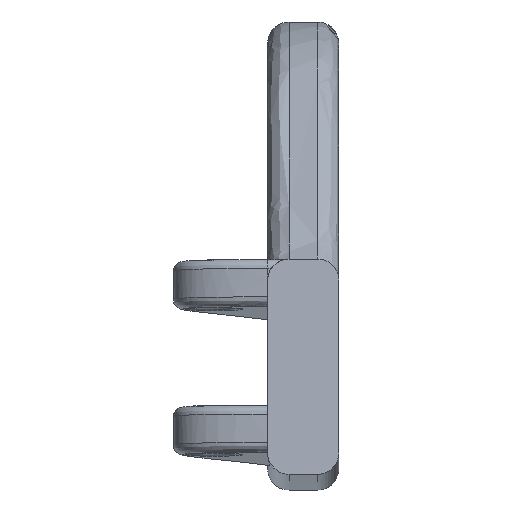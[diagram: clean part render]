
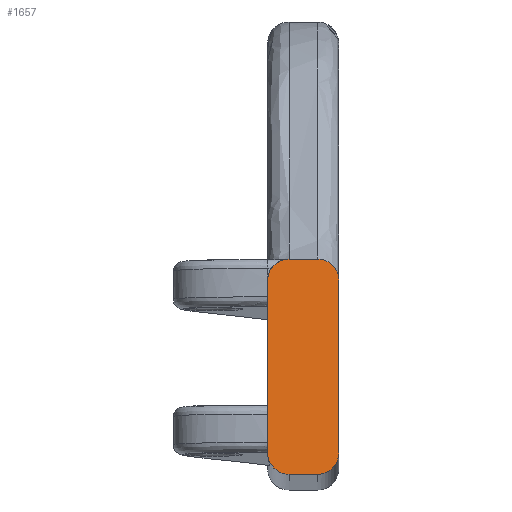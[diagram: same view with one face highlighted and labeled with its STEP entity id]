
A CAD part, left-side view. The second image highlights one B-rep face of the part: STEP entity #1657.
In plain terms, the highlighted planar face has unit normal (-0.993, 0, 0.122).
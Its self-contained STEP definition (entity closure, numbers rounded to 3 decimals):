
#47=ELLIPSE('',#1810,0.907,0.9);
#48=ELLIPSE('',#1813,0.907,0.9);
#49=ELLIPSE('',#1820,0.906,0.9);
#50=ELLIPSE('',#1829,0.906,0.9);
#116=PLANE('',#1830);
#202=FACE_OUTER_BOUND('',#298,.T.);
#298=EDGE_LOOP('',(#1477,#1478,#1479,#1480,#1481,#1482,#1483,#1484));
#417=LINE('',#3345,#549);
#430=LINE('',#4007,#562);
#435=LINE('',#4209,#567);
#437=LINE('',#4823,#569);
#549=VECTOR('',#2217,10.);
#562=VECTOR('',#2256,10.);
#567=VECTOR('',#2265,10.);
#569=VECTOR('',#2281,10.);
#783=VERTEX_POINT('',#3342);
#784=VERTEX_POINT('',#3344);
#789=VERTEX_POINT('',#3476);
#791=VERTEX_POINT('',#3482);
#792=VERTEX_POINT('',#3483);
#801=VERTEX_POINT('',#4000);
#802=VERTEX_POINT('',#4001);
#806=VERTEX_POINT('',#4208);
#1010=EDGE_CURVE('',#783,#784,#417,.T.);
#1017=EDGE_CURVE('',#784,#789,#47,.T.);
#1020=EDGE_CURVE('',#791,#792,#48,.T.);
#1033=EDGE_CURVE('',#801,#802,#49,.T.);
#1037=EDGE_CURVE('',#791,#789,#430,.T.);
#1044=EDGE_CURVE('',#802,#806,#435,.T.);
#1049=EDGE_CURVE('',#806,#783,#50,.T.);
#1050=EDGE_CURVE('',#792,#801,#437,.T.);
#1477=ORIENTED_EDGE('',*,*,#1020,.F.);
#1478=ORIENTED_EDGE('',*,*,#1037,.T.);
#1479=ORIENTED_EDGE('',*,*,#1017,.F.);
#1480=ORIENTED_EDGE('',*,*,#1010,.F.);
#1481=ORIENTED_EDGE('',*,*,#1049,.F.);
#1482=ORIENTED_EDGE('',*,*,#1044,.F.);
#1483=ORIENTED_EDGE('',*,*,#1033,.F.);
#1484=ORIENTED_EDGE('',*,*,#1050,.F.);
#1657=ADVANCED_FACE('',(#202),#116,.T.);
#1810=AXIS2_PLACEMENT_3D('',#3477,#2224,#2225);
#1813=AXIS2_PLACEMENT_3D('',#3484,#2231,#2232);
#1820=AXIS2_PLACEMENT_3D('',#4002,#2249,#2250);
#1829=AXIS2_PLACEMENT_3D('',#4821,#2277,#2278);
#1830=AXIS2_PLACEMENT_3D('',#4822,#2279,#2280);
#2217=DIRECTION('',(0.122,0.,0.993));
#2224=DIRECTION('center_axis',(0.993,0.,-0.122));
#2225=DIRECTION('ref_axis',(0.122,0.,0.993));
#2231=DIRECTION('center_axis',(0.993,0.,-0.122));
#2232=DIRECTION('ref_axis',(0.122,0.,0.993));
#2249=DIRECTION('center_axis',(0.993,0.,-0.122));
#2250=DIRECTION('ref_axis',(-0.122,0.,-0.993));
#2256=DIRECTION('',(0.,1.,0.));
#2265=DIRECTION('',(0.,1.,0.));
#2277=DIRECTION('center_axis',(0.993,0.,-0.122));
#2278=DIRECTION('ref_axis',(-0.122,0.,-0.993));
#2279=DIRECTION('center_axis',(-0.993,0.,0.122));
#2280=DIRECTION('ref_axis',(0.122,0.,0.993));
#2281=DIRECTION('',(-0.122,0.,-0.993));
#3342=CARTESIAN_POINT('',(-1.005,3.,-8.183));
#3344=CARTESIAN_POINT('',(-0.111,3.,-0.9));
#3345=CARTESIAN_POINT('',(0.,3.,0.));
#3476=CARTESIAN_POINT('',(0.,2.1,0.));
#3477=CARTESIAN_POINT('Origin',(-0.111,2.1,-0.9));
#3482=CARTESIAN_POINT('',(0.,0.9,0.));
#3483=CARTESIAN_POINT('',(-0.111,0.,-0.9));
#3484=CARTESIAN_POINT('Origin',(-0.111,0.9,-0.9));
#4000=CARTESIAN_POINT('',(-1.005,0.,-8.183));
#4001=CARTESIAN_POINT('',(-1.115,0.9,-9.082));
#4002=CARTESIAN_POINT('Origin',(-1.005,0.9,-8.183));
#4007=CARTESIAN_POINT('',(0.,0.,0.));
#4208=CARTESIAN_POINT('',(-1.115,2.1,-9.082));
#4209=CARTESIAN_POINT('',(-1.115,0.,-9.082));
#4821=CARTESIAN_POINT('Origin',(-1.005,2.1,-8.183));
#4822=CARTESIAN_POINT('Origin',(-1.115,0.,-9.082));
#4823=CARTESIAN_POINT('',(0.,0.,0.));
